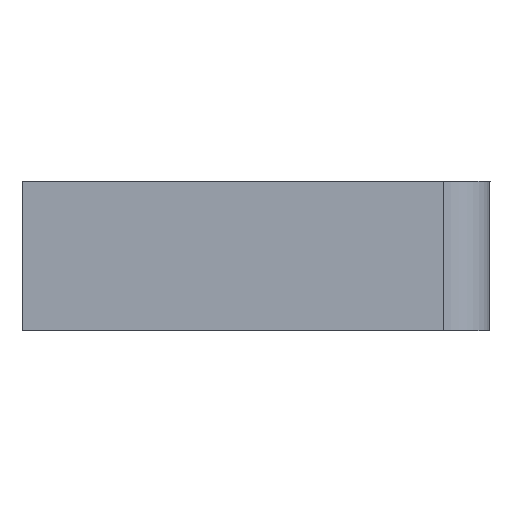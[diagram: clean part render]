
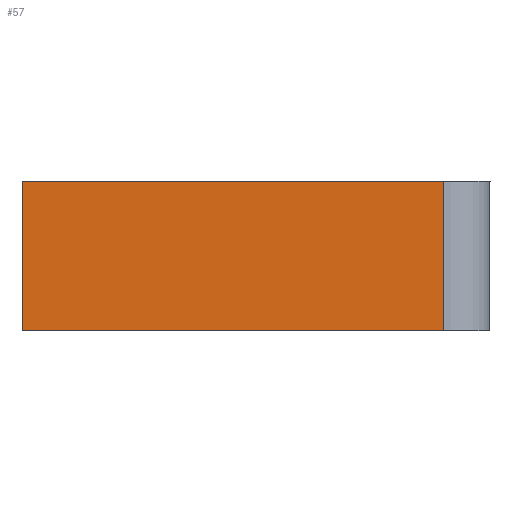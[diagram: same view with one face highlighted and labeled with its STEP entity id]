
A CAD part, front view. The second image highlights one B-rep face of the part: STEP entity #57.
In plain terms, the highlighted planar face has unit normal (0, -1, 0).
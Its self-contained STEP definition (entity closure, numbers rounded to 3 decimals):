
#57=ADVANCED_FACE('',(#76),#68,.T.);
#68=PLANE('',#246);
#76=FACE_OUTER_BOUND('',#87,.T.);
#87=EDGE_LOOP('',(#126,#127,#128,#129));
#126=ORIENTED_EDGE('',*,*,#178,.T.);
#127=ORIENTED_EDGE('',*,*,#189,.T.);
#128=ORIENTED_EDGE('',*,*,#168,.T.);
#129=ORIENTED_EDGE('',*,*,#187,.F.);
#150=VERTEX_POINT('',#319);
#151=VERTEX_POINT('',#320);
#159=VERTEX_POINT('',#338);
#160=VERTEX_POINT('',#340);
#168=EDGE_CURVE('',#150,#151,#195,.T.);
#178=EDGE_CURVE('',#160,#159,#201,.T.);
#187=EDGE_CURVE('',#160,#151,#208,.T.);
#189=EDGE_CURVE('',#159,#150,#210,.T.);
#195=LINE('',#318,#216);
#201=LINE('',#339,#222);
#208=LINE('',#355,#229);
#210=LINE('',#358,#231);
#216=VECTOR('',#259,1.);
#222=VECTOR('',#275,1.);
#229=VECTOR('',#292,1.);
#231=VECTOR('',#296,1.);
#246=AXIS2_PLACEMENT_3D('',#359,#297,#298);
#259=DIRECTION('',(-1.,0.,0.));
#275=DIRECTION('',(1.,0.,0.));
#292=DIRECTION('',(0.,0.,1.));
#296=DIRECTION('',(0.,0.,1.));
#297=DIRECTION('',(0.,-1.,0.));
#298=DIRECTION('',(0.,0.,-1.));
#318=CARTESIAN_POINT('',(-213.868,-112.123,-48.968));
#319=CARTESIAN_POINT('',(-208.868,-112.123,-48.968));
#320=CARTESIAN_POINT('',(-253.868,-112.123,-48.968));
#338=CARTESIAN_POINT('',(-208.868,-112.123,-64.968));
#339=CARTESIAN_POINT('',(-243.868,-112.123,-64.968));
#340=CARTESIAN_POINT('',(-253.868,-112.123,-64.968));
#355=CARTESIAN_POINT('',(-253.868,-112.123,-64.968));
#358=CARTESIAN_POINT('',(-208.868,-112.123,-48.968));
#359=CARTESIAN_POINT('',(0.,-112.123,0.));
